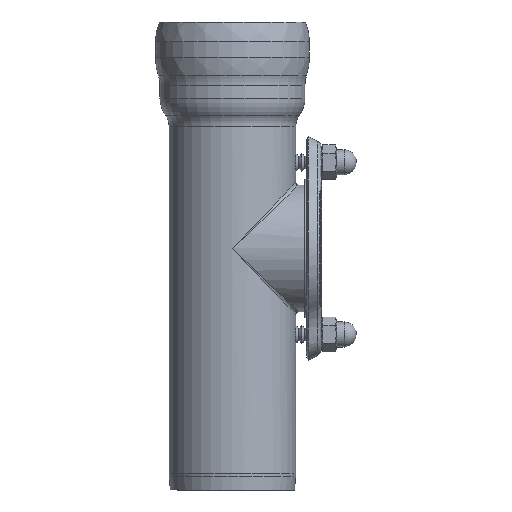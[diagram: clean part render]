
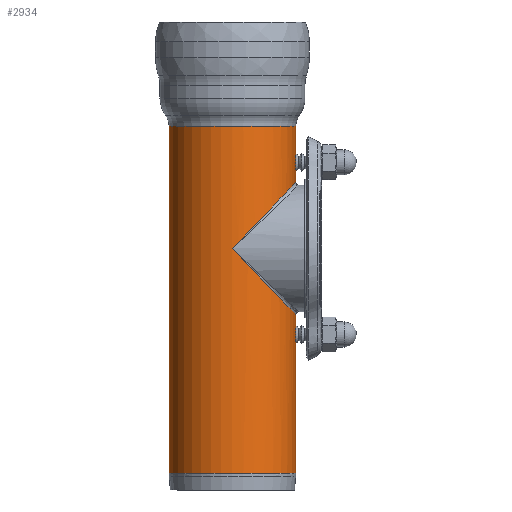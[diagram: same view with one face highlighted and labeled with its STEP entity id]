
A CAD part, left-side view. The second image highlights one B-rep face of the part: STEP entity #2934.
In plain terms, the highlighted cylindrical face has radius 210 mm (diameter 420 mm), a full revolution.
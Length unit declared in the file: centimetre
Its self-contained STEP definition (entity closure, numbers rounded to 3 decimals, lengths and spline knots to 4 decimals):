
#279=ELLIPSE('',#3147,30.4138,21.);
#280=ELLIPSE('',#3148,30.4138,21.);
#281=ELLIPSE('',#3151,30.4138,21.);
#282=ELLIPSE('',#3152,30.4138,21.);
#296=LINE('',#4513,#454);
#297=LINE('',#4519,#455);
#454=VECTOR('',#3546,21.);
#455=VECTOR('',#3551,21.);
#612=CYLINDRICAL_SURFACE('',#3146,21.);
#661=FACE_OUTER_BOUND('',#859,.T.);
#859=EDGE_LOOP('',(#2022,#2023,#2024,#2025,#2026,#2027,#2028,#2029,#2030,
#2031,#2032,#2033));
#1080=CIRCLE('',#3144,21.);
#1081=CIRCLE('',#3145,21.);
#1082=CIRCLE('',#3149,21.);
#1083=CIRCLE('',#3150,21.);
#1279=VERTEX_POINT('',#4506);
#1280=VERTEX_POINT('',#4508);
#1281=VERTEX_POINT('',#4512);
#1282=VERTEX_POINT('',#4514);
#1283=VERTEX_POINT('',#4516);
#1284=VERTEX_POINT('',#4518);
#1285=VERTEX_POINT('',#4520);
#1286=VERTEX_POINT('',#4523);
#1565=EDGE_CURVE('',#1279,#1280,#1080,.T.);
#1566=EDGE_CURVE('',#1280,#1279,#1081,.T.);
#1567=EDGE_CURVE('',#1280,#1281,#296,.T.);
#1568=EDGE_CURVE('',#1282,#1281,#279,.T.);
#1569=EDGE_CURVE('',#1283,#1282,#280,.T.);
#1570=EDGE_CURVE('',#1283,#1284,#297,.T.);
#1571=EDGE_CURVE('',#1284,#1285,#1082,.T.);
#1572=EDGE_CURVE('',#1285,#1284,#1083,.T.);
#1573=EDGE_CURVE('',#1286,#1283,#281,.T.);
#1574=EDGE_CURVE('',#1281,#1286,#282,.T.);
#2022=ORIENTED_EDGE('',*,*,#1565,.F.);
#2023=ORIENTED_EDGE('',*,*,#1566,.F.);
#2024=ORIENTED_EDGE('',*,*,#1567,.T.);
#2025=ORIENTED_EDGE('',*,*,#1568,.F.);
#2026=ORIENTED_EDGE('',*,*,#1569,.F.);
#2027=ORIENTED_EDGE('',*,*,#1570,.T.);
#2028=ORIENTED_EDGE('',*,*,#1571,.T.);
#2029=ORIENTED_EDGE('',*,*,#1572,.T.);
#2030=ORIENTED_EDGE('',*,*,#1570,.F.);
#2031=ORIENTED_EDGE('',*,*,#1573,.F.);
#2032=ORIENTED_EDGE('',*,*,#1574,.F.);
#2033=ORIENTED_EDGE('',*,*,#1567,.F.);
#2934=ADVANCED_FACE('',(#661),#612,.T.);
#3144=AXIS2_PLACEMENT_3D('',#4509,#3540,#3541);
#3145=AXIS2_PLACEMENT_3D('',#4510,#3542,#3543);
#3146=AXIS2_PLACEMENT_3D('',#4511,#3544,#3545);
#3147=AXIS2_PLACEMENT_3D('',#4515,#3547,#3548);
#3148=AXIS2_PLACEMENT_3D('',#4517,#3549,#3550);
#3149=AXIS2_PLACEMENT_3D('',#4521,#3552,#3553);
#3150=AXIS2_PLACEMENT_3D('',#4522,#3554,#3555);
#3151=AXIS2_PLACEMENT_3D('',#4524,#3556,#3557);
#3152=AXIS2_PLACEMENT_3D('',#4525,#3558,#3559);
#3540=DIRECTION('center_axis',(0.,0.,
-1.));
#3541=DIRECTION('ref_axis',(0.,-1.,0.));
#3542=DIRECTION('center_axis',(0.,0.,
-1.));
#3543=DIRECTION('ref_axis',(0.,-1.,0.));
#3544=DIRECTION('center_axis',(0.,0.,
-1.));
#3545=DIRECTION('ref_axis',(0.,1.,0.));
#3546=DIRECTION('',(0.,0.,1.));
#3547=DIRECTION('center_axis',(0.,-0.723,
0.69));
#3548=DIRECTION('ref_axis',(0.,-0.69,-0.723));
#3549=DIRECTION('center_axis',(0.,-0.723,
-0.69));
#3550=DIRECTION('ref_axis',(0.,-0.69,0.723));
#3551=DIRECTION('',(0.,0.,1.));
#3552=DIRECTION('center_axis',(0.,0.,
-1.));
#3553=DIRECTION('ref_axis',(0.,1.,0.));
#3554=DIRECTION('center_axis',(0.,0.,
-1.));
#3555=DIRECTION('ref_axis',(0.,1.,0.));
#3556=DIRECTION('center_axis',(0.,-0.723,
-0.69));
#3557=DIRECTION('ref_axis',(0.,-0.69,0.723));
#3558=DIRECTION('center_axis',(0.,-0.723,
0.69));
#3559=DIRECTION('ref_axis',(0.,-0.69,-0.723));
#4506=CARTESIAN_POINT('',(615.6134,369.4747,-71.9979));
#4508=CARTESIAN_POINT('',(615.6134,327.4747,-71.9979));
#4509=CARTESIAN_POINT('Origin',(615.6134,348.4747,-71.9979));
#4510=CARTESIAN_POINT('Origin',(615.6134,348.4747,-71.9979));
#4511=CARTESIAN_POINT('Origin',(615.6134,348.4747,-14.7528));
#4512=CARTESIAN_POINT('',(615.6134,327.4747,-19.5));
#4513=CARTESIAN_POINT('',(615.6134,327.4747,-14.7528));
#4514=CARTESIAN_POINT('',(594.6134,348.4747,2.5));
#4515=CARTESIAN_POINT('Origin',(615.6134,348.4747,2.5));
#4516=CARTESIAN_POINT('',(615.6134,327.4747,24.5));
#4517=CARTESIAN_POINT('Origin',(615.6134,348.4747,2.5));
#4518=CARTESIAN_POINT('',(615.6134,327.4747,42.9944));
#4519=CARTESIAN_POINT('',(615.6134,327.4747,-14.7528));
#4520=CARTESIAN_POINT('',(636.6134,348.4747,42.9944));
#4521=CARTESIAN_POINT('Origin',(615.6134,348.4747,42.9944));
#4522=CARTESIAN_POINT('Origin',(615.6134,348.4747,42.9944));
#4523=CARTESIAN_POINT('',(636.6134,348.4747,2.5));
#4524=CARTESIAN_POINT('Origin',(615.6134,348.4747,2.5));
#4525=CARTESIAN_POINT('Origin',(615.6134,348.4747,2.5));
